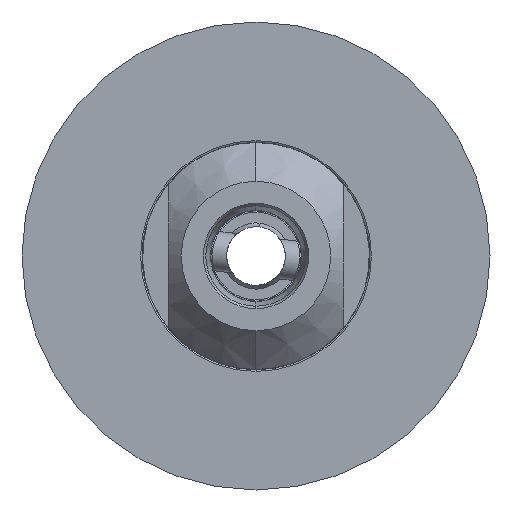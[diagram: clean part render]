
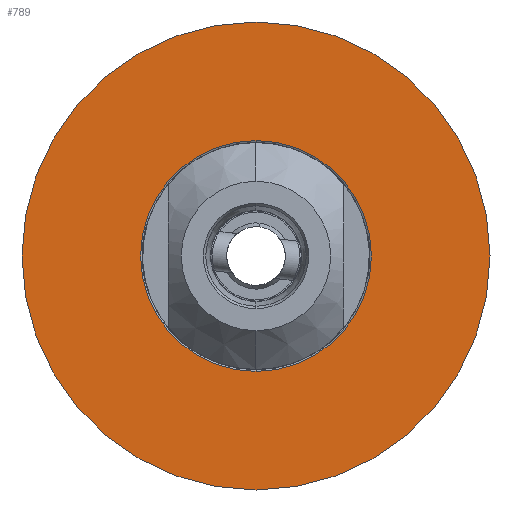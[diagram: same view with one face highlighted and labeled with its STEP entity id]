
A CAD part, left-side view. The second image highlights one B-rep face of the part: STEP entity #789.
In plain terms, the highlighted planar face has unit normal (-1, 0, 0).
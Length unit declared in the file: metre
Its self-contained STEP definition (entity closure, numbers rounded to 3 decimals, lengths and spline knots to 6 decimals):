
#518 = AXIS2_PLACEMENT_3D ( 'NONE', #3831, #3737, #3771 ) ;
#569 = CARTESIAN_POINT ( 'NONE',  ( -0.0036, 0., -0.036 ) ) ;
#573 = CARTESIAN_POINT ( 'NONE',  ( -0.0036, 0., 0.036 ) ) ;
#728 = CARTESIAN_POINT ( 'NONE',  ( -0.0036, 0., -0.01775 ) ) ;
#789 = ADVANCED_FACE ( 'NONE', ( #7270, #7305 ), #3742, .T. ) ;
#1232 = VERTEX_POINT ( 'NONE', #5354 ) ;
#1644 = CARTESIAN_POINT ( 'NONE',  ( -0.0036, 0., 0. ) ) ;
#1646 = DIRECTION ( 'NONE',  ( 1., 0., 0. ) ) ;
#1647 = DIRECTION ( 'NONE',  ( 0., 0., -1. ) ) ;
#2028 = EDGE_CURVE ( 'NONE', #4001, #4017, #6982, .T. ) ;
#2134 = EDGE_LOOP ( 'NONE', ( #2992, #3038 ) ) ;
#2207 = EDGE_LOOP ( 'NONE', ( #3040, #3062 ) ) ;
#2507 = EDGE_CURVE ( 'NONE', #1232, #4124, #5799, .T. ) ;
#2524 = EDGE_CURVE ( 'NONE', #4124, #1232, #5833, .T. ) ;
#2543 = EDGE_CURVE ( 'NONE', #4017, #4001, #5914, .T. ) ;
#2992 = ORIENTED_EDGE ( 'NONE', *, *, #2524, .T. ) ;
#3038 = ORIENTED_EDGE ( 'NONE', *, *, #2507, .T. ) ;
#3040 = ORIENTED_EDGE ( 'NONE', *, *, #2543, .F. ) ;
#3062 = ORIENTED_EDGE ( 'NONE', *, *, #2028, .F. ) ;
#3737 = DIRECTION ( 'NONE',  ( -1., 0., 0. ) ) ;
#3742 = PLANE ( 'NONE',  #518 ) ;
#3771 = DIRECTION ( 'NONE',  ( 0., 0., 1. ) ) ;
#3831 = CARTESIAN_POINT ( 'NONE',  ( -0.0036, 0., 0. ) ) ;
#4001 = VERTEX_POINT ( 'NONE', #573 ) ;
#4017 = VERTEX_POINT ( 'NONE', #569 ) ;
#4124 = VERTEX_POINT ( 'NONE', #728 ) ;
#4287 = DIRECTION ( 'NONE',  ( 0., 0., -1. ) ) ;
#4288 = DIRECTION ( 'NONE',  ( 1., 0., 0. ) ) ;
#4289 = CARTESIAN_POINT ( 'NONE',  ( -0.0036, 0., 0. ) ) ;
#4351 = CARTESIAN_POINT ( 'NONE',  ( -0.0036, 0., 0. ) ) ;
#4352 = DIRECTION ( 'NONE',  ( 1., 0., 0. ) ) ;
#4395 = DIRECTION ( 'NONE',  ( 0., 0., -1. ) ) ;
#5354 = CARTESIAN_POINT ( 'NONE',  ( -0.0036, 0., 0.01775 ) ) ;
#5463 = DIRECTION ( 'NONE',  ( 0., 0., -1. ) ) ;
#5464 = DIRECTION ( 'NONE',  ( 1., 0., 0. ) ) ;
#5465 = CARTESIAN_POINT ( 'NONE',  ( -0.0036, 0., 0. ) ) ;
#5799 = CIRCLE ( 'NONE', #5896, 0.01775 ) ;
#5831 = AXIS2_PLACEMENT_3D ( 'NONE', #4289, #4288, #4287 ) ;
#5833 = CIRCLE ( 'NONE', #5831, 0.01775 ) ;
#5886 = AXIS2_PLACEMENT_3D ( 'NONE', #1644, #1646, #1647 ) ;
#5896 = AXIS2_PLACEMENT_3D ( 'NONE', #4351, #4352, #4395 ) ;
#5914 = CIRCLE ( 'NONE', #5886, 0.036 ) ;
#6982 = CIRCLE ( 'NONE', #7035, 0.036 ) ;
#7035 = AXIS2_PLACEMENT_3D ( 'NONE', #5465, #5464, #5463 ) ;
#7270 = FACE_BOUND ( 'NONE', #2134, .T. ) ;
#7305 = FACE_OUTER_BOUND ( 'NONE', #2207, .T. ) ;
